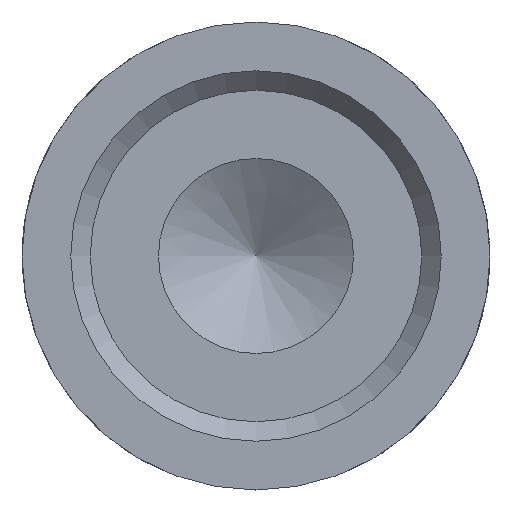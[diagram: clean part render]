
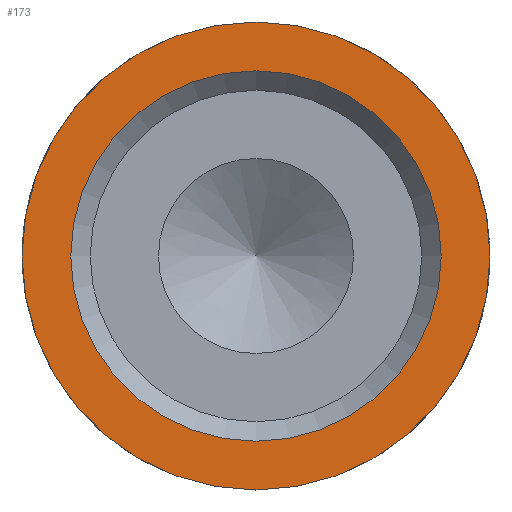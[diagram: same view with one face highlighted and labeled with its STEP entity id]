
A CAD part, front view. The second image highlights one B-rep face of the part: STEP entity #173.
In plain terms, the highlighted planar face has unit normal (0, -1, 0).
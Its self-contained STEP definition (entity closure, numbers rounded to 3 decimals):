
#173=ADVANCED_FACE('',(#215,#216),#205,.F.);
#205=PLANE('',#550);
#215=FACE_BOUND('',#245,.T.);
#216=FACE_BOUND('',#246,.T.);
#245=EDGE_LOOP('',(#292));
#246=EDGE_LOOP('',(#293));
#292=ORIENTED_EDGE('',*,*,#459,.T.);
#293=ORIENTED_EDGE('',*,*,#460,.T.);
#414=VERTEX_POINT('',#739);
#415=VERTEX_POINT('',#741);
#459=EDGE_CURVE('',#414,#414,#520,.T.);
#460=EDGE_CURVE('',#415,#415,#521,.T.);
#520=CIRCLE('',#548,14.25);
#521=CIRCLE('',#549,18.);
#548=AXIS2_PLACEMENT_3D('',#738,#609,#610);
#549=AXIS2_PLACEMENT_3D('',#740,#611,#612);
#550=AXIS2_PLACEMENT_3D('',#742,#613,#614);
#609=DIRECTION('',(0.,1.,0.));
#610=DIRECTION('',(0.,0.,1.));
#611=DIRECTION('',(0.,-1.,0.));
#612=DIRECTION('',(0.,0.,1.));
#613=DIRECTION('',(0.,1.,0.));
#614=DIRECTION('',(1.,0.,0.));
#738=CARTESIAN_POINT('',(0.,-55.3,0.));
#739=CARTESIAN_POINT('',(0.,-55.3,14.25));
#740=CARTESIAN_POINT('',(0.,-55.3,0.));
#741=CARTESIAN_POINT('',(0.,-55.3,18.));
#742=CARTESIAN_POINT('',(0.,-55.3,0.));
